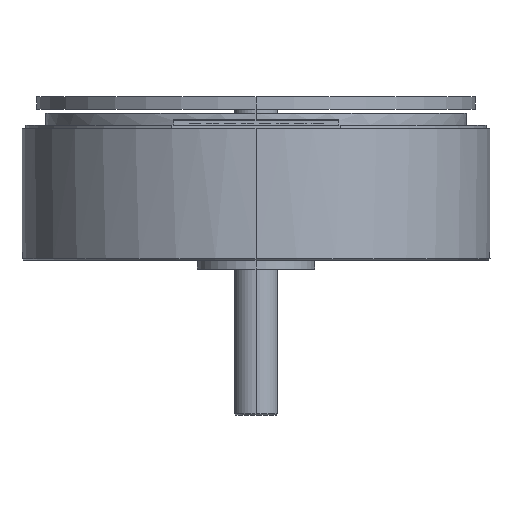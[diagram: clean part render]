
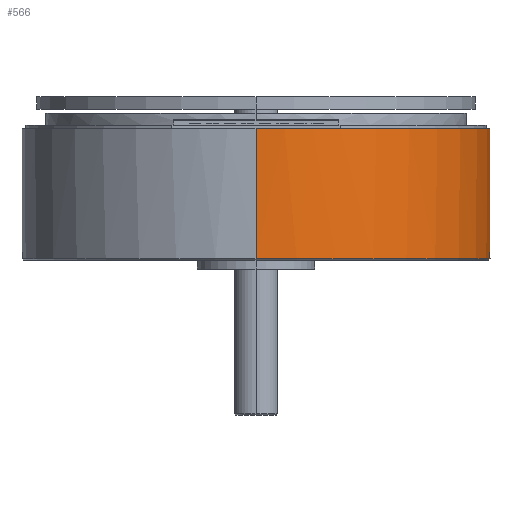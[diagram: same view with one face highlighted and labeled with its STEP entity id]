
A CAD part, front view. The second image highlights one B-rep face of the part: STEP entity #566.
In plain terms, the highlighted cylindrical face has radius 16 mm (diameter 32 mm), a partial arc.
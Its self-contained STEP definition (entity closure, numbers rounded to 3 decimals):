
#5 = CIRCLE ( 'NONE', #442, 16. ) ;
#25 = CARTESIAN_POINT ( 'NONE',  ( 0., 16., 21.8 ) ) ;
#45 = DIRECTION ( 'NONE',  ( 0., 0., 1. ) ) ;
#228 = EDGE_CURVE ( 'NONE', #1076, #1327, #1110, .T. ) ;
#254 = CARTESIAN_POINT ( 'NONE',  ( 0., -16., 10.7 ) ) ;
#442 = AXIS2_PLACEMENT_3D ( 'NONE', #2227, #782, #1201 ) ;
#460 = CARTESIAN_POINT ( 'NONE',  ( 0., 0., 19.6 ) ) ;
#508 = DIRECTION ( 'NONE',  ( 0., 0., 1. ) ) ;
#566 = ADVANCED_FACE ( 'NONE', ( #1868 ), #1589, .T. ) ;
#734 = EDGE_CURVE ( 'NONE', #2451, #1869, #2091, .T. ) ;
#782 = DIRECTION ( 'NONE',  ( 0., 0., -1. ) ) ;
#793 = DIRECTION ( 'NONE',  ( 0., 0., 1. ) ) ;
#804 = CARTESIAN_POINT ( 'NONE',  ( 0., 0., 10.7 ) ) ;
#825 = DIRECTION ( 'NONE',  ( 0., -1., 0. ) ) ;
#904 = ORIENTED_EDGE ( 'NONE', *, *, #2326, .T. ) ;
#905 = AXIS2_PLACEMENT_3D ( 'NONE', #804, #793, #1367 ) ;
#1062 = CARTESIAN_POINT ( 'NONE',  ( 0., -16., 21.8 ) ) ;
#1076 = VERTEX_POINT ( 'NONE', #254 ) ;
#1102 = EDGE_LOOP ( 'NONE', ( #1989, #904, #2556, #1363, #1697 ) ) ;
#1110 = CIRCLE ( 'NONE', #905, 16. ) ;
#1112 = EDGE_CURVE ( 'NONE', #1076, #2543, #1918, .T. ) ;
#1149 = CARTESIAN_POINT ( 'NONE',  ( 0., 16., 10.7 ) ) ;
#1201 = DIRECTION ( 'NONE',  ( 0., 1., 0. ) ) ;
#1246 = DIRECTION ( 'NONE',  ( 0., 0., 1. ) ) ;
#1322 = AXIS2_PLACEMENT_3D ( 'NONE', #2245, #1246, #825 ) ;
#1327 = VERTEX_POINT ( 'NONE', #1149 ) ;
#1363 = ORIENTED_EDGE ( 'NONE', *, *, #2526, .T. ) ;
#1367 = DIRECTION ( 'NONE',  ( 0., -1., 0. ) ) ;
#1508 = LINE ( 'NONE', #25, #2519 ) ;
#1522 = CARTESIAN_POINT ( 'NONE',  ( 5.75, -14.931, 19.6 ) ) ;
#1589 = CYLINDRICAL_SURFACE ( 'NONE', #1322, 16. ) ;
#1697 = ORIENTED_EDGE ( 'NONE', *, *, #1112, .F. ) ;
#1868 = FACE_OUTER_BOUND ( 'NONE', #1102, .T. ) ;
#1869 = VERTEX_POINT ( 'NONE', #2492 ) ;
#1918 = LINE ( 'NONE', #1062, #2355 ) ;
#1989 = ORIENTED_EDGE ( 'NONE', *, *, #228, .T. ) ;
#2091 = CIRCLE ( 'NONE', #2426, 16. ) ;
#2227 = CARTESIAN_POINT ( 'NONE',  ( 0., 0., 19.6 ) ) ;
#2245 = CARTESIAN_POINT ( 'NONE',  ( 0., 0., 21.8 ) ) ;
#2287 = DIRECTION ( 'NONE',  ( 0., -1., 0. ) ) ;
#2324 = DIRECTION ( 'NONE',  ( 0., 0., 1. ) ) ;
#2326 = EDGE_CURVE ( 'NONE', #1327, #1869, #1508, .T. ) ;
#2355 = VECTOR ( 'NONE', #45, 1000. ) ;
#2392 = CARTESIAN_POINT ( 'NONE',  ( 0., -16., 19.6 ) ) ;
#2426 = AXIS2_PLACEMENT_3D ( 'NONE', #460, #2324, #2287 ) ;
#2451 = VERTEX_POINT ( 'NONE', #1522 ) ;
#2492 = CARTESIAN_POINT ( 'NONE',  ( 0., 16., 19.6 ) ) ;
#2519 = VECTOR ( 'NONE', #508, 1000. ) ;
#2526 = EDGE_CURVE ( 'NONE', #2451, #2543, #5, .T. ) ;
#2543 = VERTEX_POINT ( 'NONE', #2392 ) ;
#2556 = ORIENTED_EDGE ( 'NONE', *, *, #734, .F. ) ;
